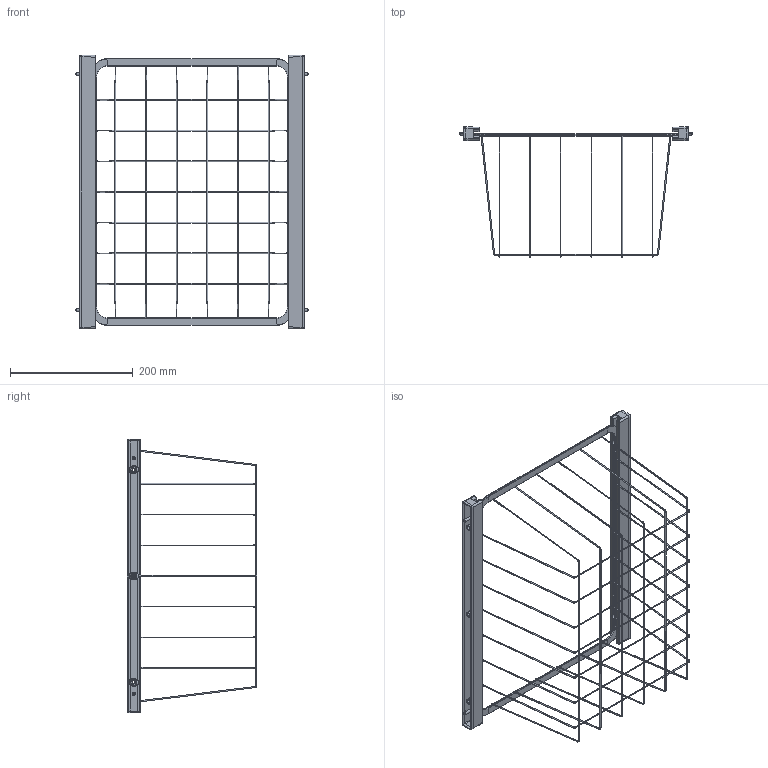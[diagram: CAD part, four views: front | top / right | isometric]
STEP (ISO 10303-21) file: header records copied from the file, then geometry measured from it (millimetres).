
FILE_DESCRIPTION (( 'STEP AP203' ), '1' );
FILE_NAME ('LM278+LM214.STEP', '2023-03-06T13:50:44', ( '' ), ( '' ), 'SwSTEP 2.0', 'SolidWorks 2021', '' );
FILE_SCHEMA (( 'CONFIG_CONTROL_DESIGN' ));
Length unit declared in the file: millimetre
Products named in the file (3): 10124_Default<As Machined>; 11292_Default<As Machined>; LM278+LM214
Assembly tree (3 placements, depth 2):
  LM278+LM214
    10124_Default<As Machined>
    11292_Default<As Machined>  x2
Bounding box: 379 x 211.8 x 447 mm (x, y, z)
Volume: 246163.3 mm3; surface area: 276012 mm2
Topology: 18 solids, 18 shells, 592 faces, 1422 edges, 840 vertices
Faces by surface type: cylinder 246, plane 154, torus 80, bspline 56, cone 32, sphere 24
Entity records: 12047 total; most frequent: CARTESIAN_POINT 2572, DIRECTION 2086, ORIENTED_EDGE 1864, EDGE_CURVE 932, AXIS2_PLACEMENT_3D 866, VERTEX_POINT 556, CIRCLE 482, EDGE_LOOP 414
